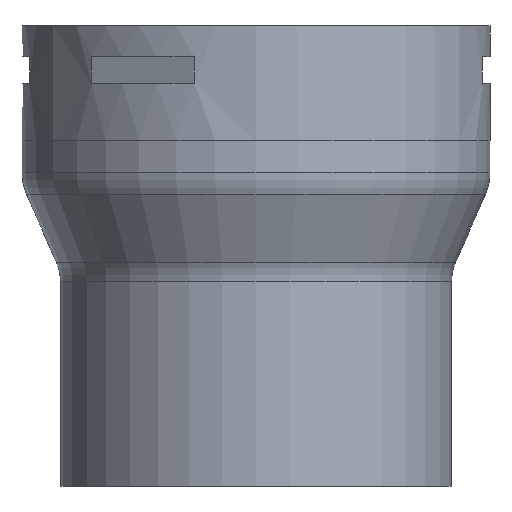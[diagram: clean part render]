
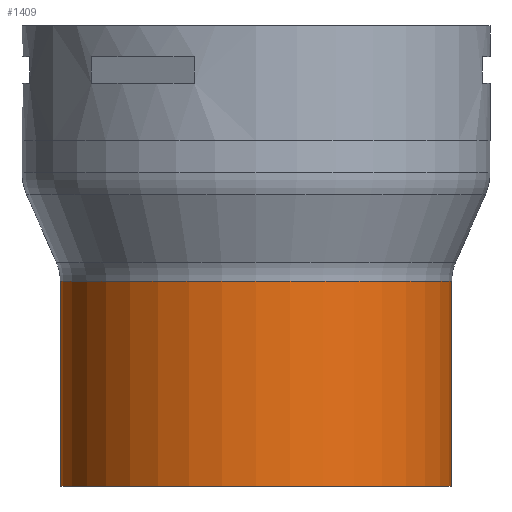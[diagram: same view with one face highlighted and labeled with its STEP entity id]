
A CAD part, front view. The second image highlights one B-rep face of the part: STEP entity #1409.
In plain terms, the highlighted cylindrical face has radius 510 mm (diameter 1020 mm), a full revolution.
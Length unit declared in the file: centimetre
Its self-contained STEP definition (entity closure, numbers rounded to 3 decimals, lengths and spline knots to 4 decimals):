
#44=CYLINDRICAL_SURFACE('',#1562,51.);
#173=LINE('',#2396,#302);
#302=VECTOR('',#1989,51.);
#390=FACE_OUTER_BOUND('',#478,.T.);
#478=EDGE_LOOP('',(#1269,#1270,#1271,#1272,#1273));
#548=CIRCLE('',#1560,51.);
#549=CIRCLE('',#1561,51.);
#550=CIRCLE('',#1563,51.);
#676=VERTEX_POINT('',#2388);
#677=VERTEX_POINT('',#2390);
#678=VERTEX_POINT('',#2394);
#874=EDGE_CURVE('',#677,#676,#548,.T.);
#875=EDGE_CURVE('',#676,#677,#549,.T.);
#876=EDGE_CURVE('',#678,#678,#550,.T.);
#877=EDGE_CURVE('',#678,#677,#173,.T.);
#1269=ORIENTED_EDGE('',*,*,#876,.F.);
#1270=ORIENTED_EDGE('',*,*,#877,.T.);
#1271=ORIENTED_EDGE('',*,*,#874,.T.);
#1272=ORIENTED_EDGE('',*,*,#875,.T.);
#1273=ORIENTED_EDGE('',*,*,#877,.F.);
#1409=ADVANCED_FACE('',(#390),#44,.T.);
#1560=AXIS2_PLACEMENT_3D('',#2391,#1981,#1982);
#1561=AXIS2_PLACEMENT_3D('',#2392,#1983,#1984);
#1562=AXIS2_PLACEMENT_3D('',#2393,#1985,#1986);
#1563=AXIS2_PLACEMENT_3D('',#2395,#1987,#1988);
#1981=DIRECTION('center_axis',(0.,0.,-1.));
#1982=DIRECTION('ref_axis',(1.,0.,0.));
#1983=DIRECTION('center_axis',(0.,0.,-1.));
#1984=DIRECTION('ref_axis',(1.,0.,0.));
#1985=DIRECTION('center_axis',(0.,0.,-1.));
#1986=DIRECTION('ref_axis',(-1.,0.,0.));
#1987=DIRECTION('center_axis',(0.,0.,-1.));
#1988=DIRECTION('ref_axis',(1.,0.,0.));
#1989=DIRECTION('',(0.,0.,1.));
#2388=CARTESIAN_POINT('',(0.,-51.,53.4764));
#2390=CARTESIAN_POINT('',(51.,0.,53.4764));
#2391=CARTESIAN_POINT('Origin',(0.,0.,53.4764));
#2392=CARTESIAN_POINT('Origin',(0.,0.,53.4764));
#2393=CARTESIAN_POINT('Origin',(0.,0.,26.7382));
#2394=CARTESIAN_POINT('',(51.,0.,0.));
#2395=CARTESIAN_POINT('Origin',(0.,0.,0.));
#2396=CARTESIAN_POINT('',(51.,0.,26.7382));
